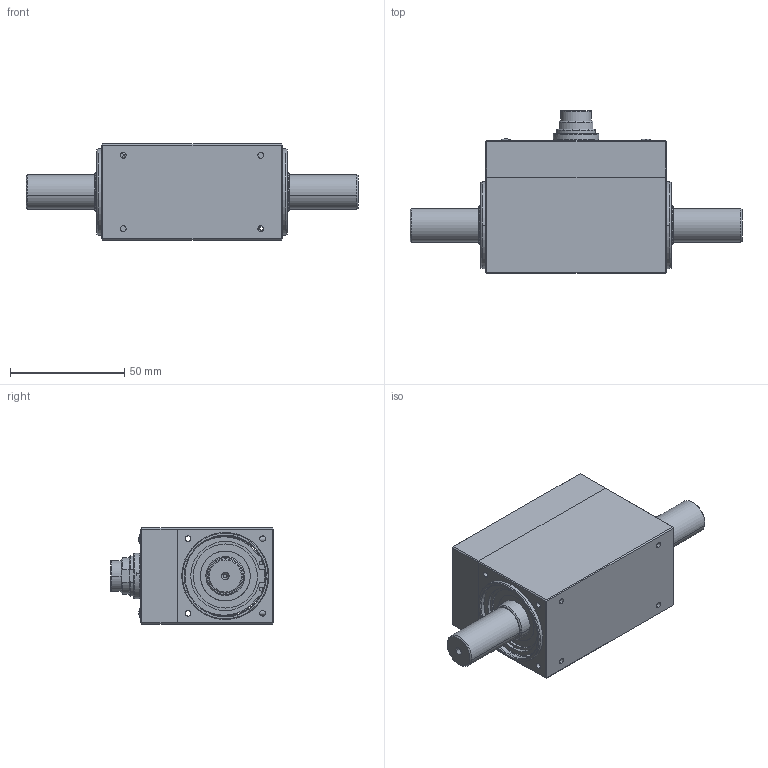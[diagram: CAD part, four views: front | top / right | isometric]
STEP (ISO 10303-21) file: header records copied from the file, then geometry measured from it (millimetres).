
FILE_DESCRIPTION (( 'STEP AP214' ), '1' );
FILE_NAME ('DRVL-II.STEP', '2017-06-12T08:43:17', ( 'nsi' ), ( '' ), 'SwSTEP 2.0', 'SolidWorks 2017', '' );
FILE_SCHEMA (( 'AUTOMOTIVE_DESIGN' ));
Length unit declared in the file: millimetre
Products named in the file (2): DRVL-II
Bounding box: 145 x 71.1 x 42 mm (x, y, z)
Surface area: 28452.4 mm2 (no closed solid volume)
Topology: 0 solids, 17 shells, 304 faces, 849 edges, 561 vertices
Faces by surface type: cylinder 110, plane 97, cone 56, torus 35, sphere 6
Entity records: 13215 total; most frequent: DIRECTION 1877, CARTESIAN_POINT 1863, ORIENTED_EDGE 1434, EDGE_CURVE 849, AXIS2_PLACEMENT_3D 754, VERTEX_POINT 561, CIRCLE 448, LINE 369
